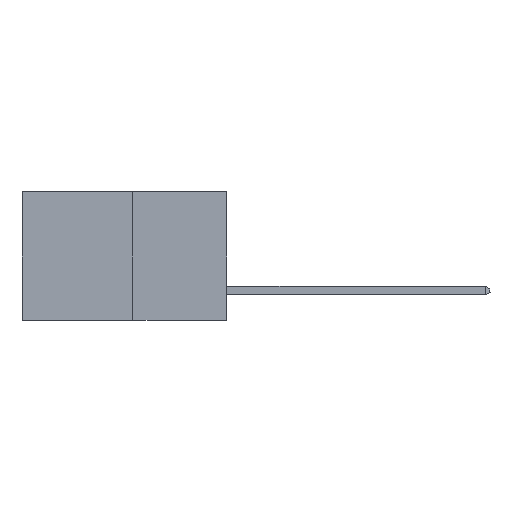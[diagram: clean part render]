
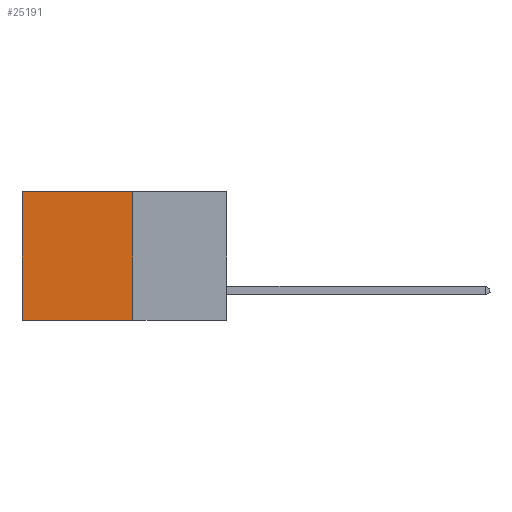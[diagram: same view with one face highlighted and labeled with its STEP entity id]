
A CAD part, left-side view. The second image highlights one B-rep face of the part: STEP entity #25191.
In plain terms, the highlighted planar face has unit normal (-1, 0, 0).
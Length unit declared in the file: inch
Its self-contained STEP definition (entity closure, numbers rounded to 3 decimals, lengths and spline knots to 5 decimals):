
#87 = EDGE_CURVE ( 'NONE', #14011, #22012, #774, .T. ) ;
#235 = CARTESIAN_POINT ( 'NONE',  ( 0.277, 0.27, -0.37 ) ) ;
#774 = LINE ( 'NONE', #11909, #22123 ) ;
#2745 = PLANE ( 'NONE',  #22666 ) ;
#2762 = EDGE_LOOP ( 'NONE', ( #18236, #11887, #20943, #23872 ) ) ;
#4768 = DIRECTION ( 'NONE',  ( 1., 0., 0. ) ) ;
#4798 = DIRECTION ( 'NONE',  ( 0., 0., -1. ) ) ;
#5855 = VECTOR ( 'NONE', #4798, 39.37008 ) ;
#6970 = CARTESIAN_POINT ( 'NONE',  ( 0.277, 0.27, -0.37 ) ) ;
#7369 = DIRECTION ( 'NONE',  ( 0., 1., 0. ) ) ;
#7823 = EDGE_CURVE ( 'NONE', #17482, #24126, #23611, .T. ) ;
#9667 = EDGE_CURVE ( 'NONE', #14011, #17482, #9737, .T. ) ;
#9737 = LINE ( 'NONE', #18428, #20507 ) ;
#11887 = ORIENTED_EDGE ( 'NONE', *, *, #7823, .F. ) ;
#11909 = CARTESIAN_POINT ( 'NONE',  ( 0.277, 0.27, 0. ) ) ;
#12514 = LINE ( 'NONE', #24691, #5855 ) ;
#13034 = VECTOR ( 'NONE', #7369, 39.37008 ) ;
#13362 = EDGE_CURVE ( 'NONE', #22012, #24126, #12514, .T. ) ;
#14011 = VERTEX_POINT ( 'NONE', #20720 ) ;
#15078 = CARTESIAN_POINT ( 'NONE',  ( 0.277, 0.59, 0. ) ) ;
#16825 = CARTESIAN_POINT ( 'NONE',  ( 0.277, 0.27, -0.37 ) ) ;
#17482 = VERTEX_POINT ( 'NONE', #235 ) ;
#18236 = ORIENTED_EDGE ( 'NONE', *, *, #13362, .T. ) ;
#18345 = DIRECTION ( 'NONE',  ( 0., 0., -1. ) ) ;
#18428 = CARTESIAN_POINT ( 'NONE',  ( 0.277, 0.27, -0.37 ) ) ;
#18850 = DIRECTION ( 'NONE',  ( 0., 0., -1. ) ) ;
#20145 = FACE_OUTER_BOUND ( 'NONE', #2762, .T. ) ;
#20507 = VECTOR ( 'NONE', #18345, 39.37008 ) ;
#20720 = CARTESIAN_POINT ( 'NONE',  ( 0.277, 0.27, 0. ) ) ;
#20943 = ORIENTED_EDGE ( 'NONE', *, *, #9667, .F. ) ;
#22012 = VERTEX_POINT ( 'NONE', #15078 ) ;
#22123 = VECTOR ( 'NONE', #24063, 39.37008 ) ;
#22666 = AXIS2_PLACEMENT_3D ( 'NONE', #16825, #4768, #18850 ) ;
#23439 = CARTESIAN_POINT ( 'NONE',  ( 0.277, 0.59, -0.37 ) ) ;
#23611 = LINE ( 'NONE', #6970, #13034 ) ;
#23872 = ORIENTED_EDGE ( 'NONE', *, *, #87, .T. ) ;
#24063 = DIRECTION ( 'NONE',  ( 0., 1., 0. ) ) ;
#24126 = VERTEX_POINT ( 'NONE', #23439 ) ;
#24691 = CARTESIAN_POINT ( 'NONE',  ( 0.277, 0.59, -0.37 ) ) ;
#25191 = ADVANCED_FACE ( 'NONE', ( #20145 ), #2745, .F. ) ;
